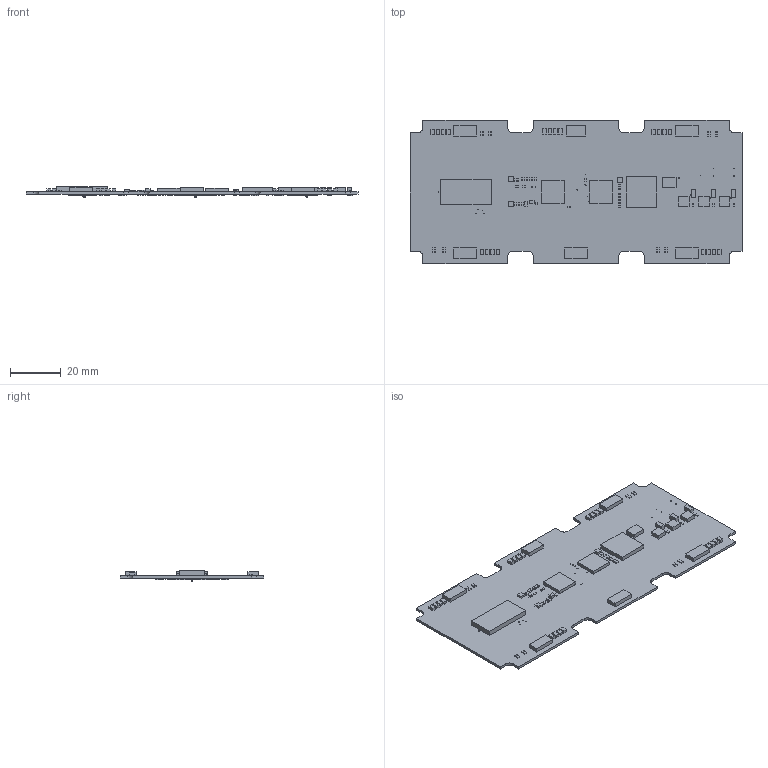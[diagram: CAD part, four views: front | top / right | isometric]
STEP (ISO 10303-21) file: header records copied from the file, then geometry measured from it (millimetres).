
FILE_DESCRIPTION(('Open CASCADE Model'),'2;1');
FILE_NAME('Open CASCADE Shape Model','2020-09-10T09:37:42',('Author'),( 'Open CASCADE'),'Open CASCADE STEP processor 6.8','Open CASCADE 6.8' ,'Unknown');
FILE_SCHEMA(('AUTOMOTIVE_DESIGN { 1 0 10303 214 1 1 1 1 }'));
Length unit declared in the file: millimetre
Products named in the file (251): PCB; Board; Open CASCADE STEP translator 6.8 1.1.1; R148; 6085238656; Extruded; R147; 6084429520; R146; R145; R238; R131; C223; 6085235296; C233; C232; C231; C230; C229; C228; C227; C226; C225; C224; C222; C221; C220; C219; C218; RT2; RT1; R243; R144; P12; 5955724736; R242; 6084443920; R241; 6085231056; R240 ...
Assembly tree (424 placements, depth 4):
  PCB
    Board
      Open CASCADE STEP translator 6.8 1.1.1
    R148
      6085238656
        Extruded
    R147
      6084429520
        Extruded
    R146
      6084429520
        Extruded
    R145
      6084429520
        Extruded
    R238
      6085238656
        Extruded
    R131
      6085238656
        Extruded
    C223
      6085235296
        Extruded
    C233
      6085235296
        Extruded
    C232
      6085235296
        Extruded
    C231
      6085235296
        Extruded
    C230
      6085235296
        Extruded
    C229
      6085235296
        Extruded
    C228
      6085235296
        Extruded
    C227
      6085235296
        Extruded
    C226
      6085235296
        Extruded
    C225
      6085235296
        Extruded
    C224
      6085235296
        Extruded
    C222
      6085235296
        Extruded
    C221
      6085235296
        Extruded
Bounding box: 130.3 x 56.5 x 4.24 mm (x, y, z)
Volume: 8692 mm3; surface area: 18356 mm2
Topology: 200 solids, 200 shells, 1981 faces, 4662 edges, 3081 vertices
Faces by surface type: plane 1359, cylinder 541, bspline 42, extrusion 27, torus 6, sphere 6
Full cylindrical faces by diameter (mm): 0.15 x266, 0.25 x48, 0.3 x83
Entity records: 31848 total; most frequent: CARTESIAN_POINT 5985, DIRECTION 4966, ORIENTED_EDGE 3864, AXIS2_PLACEMENT_3D 2001, EDGE_CURVE 1932, FACE_BOUND 1503, EDGE_LOOP 1503, VERTEX_POINT 1279
